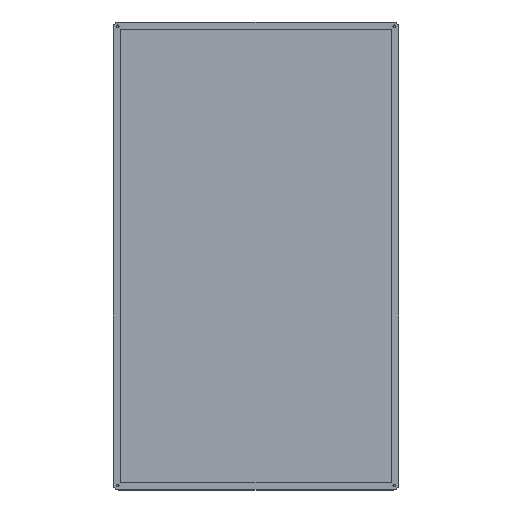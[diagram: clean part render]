
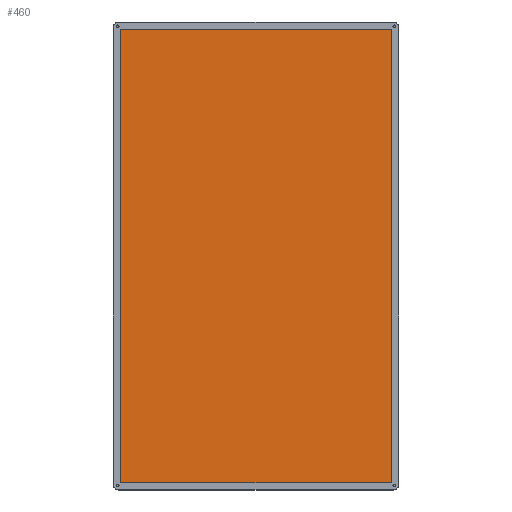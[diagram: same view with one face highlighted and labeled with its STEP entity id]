
A CAD part, top view. The second image highlights one B-rep face of the part: STEP entity #460.
In plain terms, the highlighted planar face has unit normal (0, 0, 1).
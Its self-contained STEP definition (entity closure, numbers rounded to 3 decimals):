
#72=FACE_OUTER_BOUND('',#106,.T.);
#106=EDGE_LOOP('',(#411,#412,#413,#414));
#138=LINE('',#728,#182);
#141=LINE('',#733,#185);
#145=LINE('',#741,#189);
#146=LINE('',#743,#190);
#182=VECTOR('',#595,10.5);
#185=VECTOR('',#600,10.2);
#189=VECTOR('',#610,10.5);
#190=VECTOR('',#613,10.2);
#227=VERTEX_POINT('',#725);
#228=VERTEX_POINT('',#727);
#229=VERTEX_POINT('',#731);
#230=VERTEX_POINT('',#739);
#278=EDGE_CURVE('',#228,#227,#138,.T.);
#281=EDGE_CURVE('',#227,#229,#141,.T.);
#285=EDGE_CURVE('',#229,#230,#145,.T.);
#286=EDGE_CURVE('',#230,#228,#146,.T.);
#411=ORIENTED_EDGE('',*,*,#286,.T.);
#412=ORIENTED_EDGE('',*,*,#278,.T.);
#413=ORIENTED_EDGE('',*,*,#281,.T.);
#414=ORIENTED_EDGE('',*,*,#285,.T.);
#433=PLANE('',#513);
#460=ADVANCED_FACE('',(#72),#433,.T.);
#513=AXIS2_PLACEMENT_3D('',#833,#636,#637);
#595=DIRECTION('',(1.,0.,0.));
#600=DIRECTION('',(0.,1.,0.));
#610=DIRECTION('',(-1.,0.,0.));
#613=DIRECTION('',(0.,-1.,0.));
#636=DIRECTION('center_axis',(0.,0.,1.));
#637=DIRECTION('ref_axis',(1.,0.,0.));
#725=CARTESIAN_POINT('',(47.125,-10.65,2.5));
#727=CARTESIAN_POINT('',(-47.375,-10.65,2.5));
#728=CARTESIAN_POINT('',(-25.063,-10.65,2.5));
#731=CARTESIAN_POINT('',(47.125,147.45,2.5));
#733=CARTESIAN_POINT('',(47.125,27.6,2.5));
#739=CARTESIAN_POINT('',(-47.375,147.45,2.5));
#741=CARTESIAN_POINT('',(24.813,147.45,2.5));
#743=CARTESIAN_POINT('',(-47.375,109.2,2.5));
#833=CARTESIAN_POINT('Origin',(-0.125,68.4,2.5));
